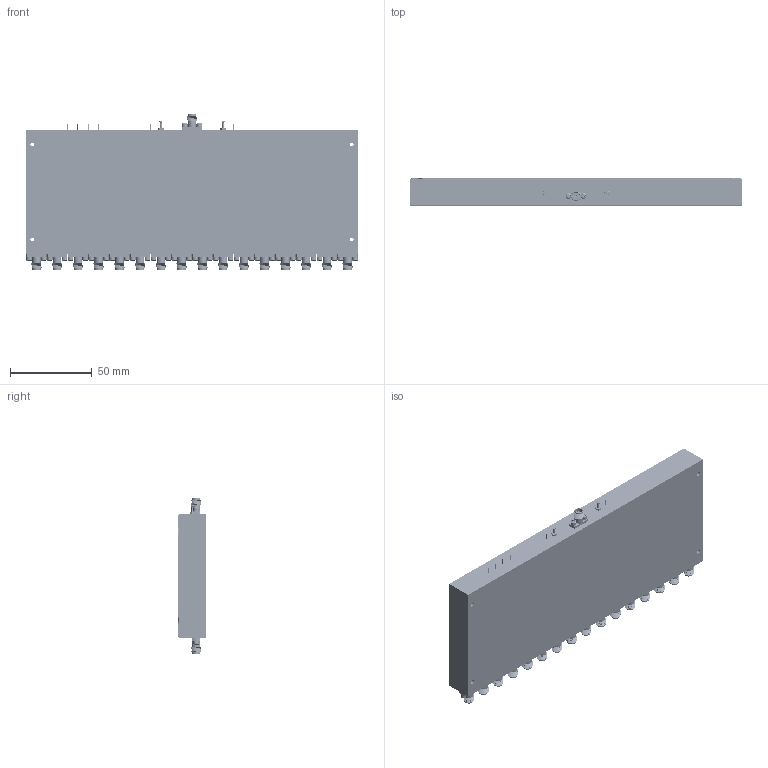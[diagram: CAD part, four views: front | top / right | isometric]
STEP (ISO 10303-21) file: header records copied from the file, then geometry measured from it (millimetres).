
FILE_DESCRIPTION (( 'STEP AP214' ), '1' );
FILE_NAME ('P16T-100M20G-60-T-512-SFF-DEC.STEP', '2022-11-29T20:11:55', ( '' ), ( '' ), 'SwSTEP 2.0', 'SolidWorks 2022', '' );
FILE_SCHEMA (( 'AUTOMOTIVE_DESIGN' ));
Length unit declared in the file: inch
Products named in the file (1): P16T-100M20G-60-T-512-SFF-DEC
Bounding box: 203.2 x 16.64 x 95.25 mm (x, y, z)
Volume: 262341.1 mm3; surface area: 81759.1 mm2
Topology: 125 solids, 125 shells, 3879 faces, 10631 edges, 7184 vertices
Faces by surface type: plane 1402, cylinder 1093, torus 744, cone 324, sphere 258, bspline 58
Entity records: 196605 total; most frequent: CARTESIAN_POINT 45752, DIRECTION 21130, ORIENTED_EDGE 20806, EDGE_CURVE 10403, AXIS2_PLACEMENT_3D 8590, VERTEX_POINT 7184, CIRCLE 4768, EDGE_LOOP 4365
